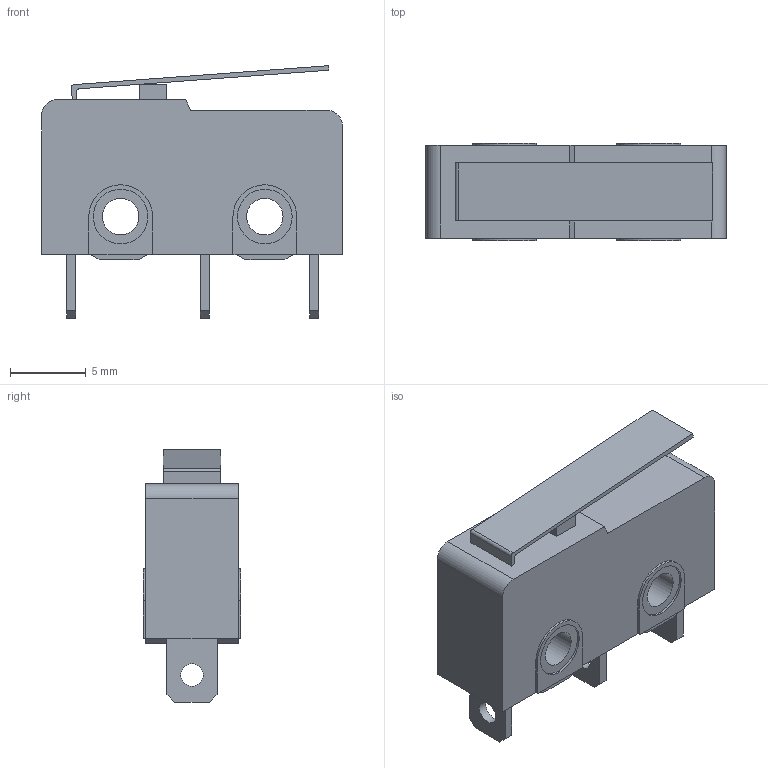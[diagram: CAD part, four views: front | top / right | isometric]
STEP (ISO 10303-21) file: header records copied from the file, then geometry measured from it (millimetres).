
FILE_DESCRIPTION(('FreeCAD Model'),'2;1');
FILE_NAME('microswitch-ESS05-EGE.step','2015-11-29T11:30:00',( 'Author'),(''),'Open CASCADE STEP processor 6.8','FreeCAD','Unknown' );
FILE_SCHEMA(('AUTOMOTIVE_DESIGN_CC2 { 1 2 10303 214 -1 1 5 4 }'));
Length unit declared in the file: millimetre
Products named in the file (7): ASSEMBLY; Pocket001; Pad003; Pad004; Chamfer003; Chamfer004; Chamfer005
Assembly tree (6 placements, depth 2):
  ASSEMBLY
    Pocket001
    Pad003
    Pad004
    Chamfer003
    Chamfer004
    Chamfer005
Bounding box: 19.8 x 6.4 x 16.64 mm (x, y, z)
Volume: 1197.6 mm3; surface area: 1117.3 mm2
Topology: 6 solids, 6 shells, 93 faces, 221 edges, 142 vertices
Faces by surface type: plane 76, cylinder 17
Full cylindrical faces by diameter (mm): 1.5 x3, 2.4 x2, 3.6 x2
Entity records: 5724 total; most frequent: CARTESIAN_POINT 947, DIRECTION 890, LINE 595, VECTOR 595, ORIENTED_EDGE 442, PCURVE 442, DEFINITIONAL_REPRESENTATION 442, EDGE_CURVE 221
